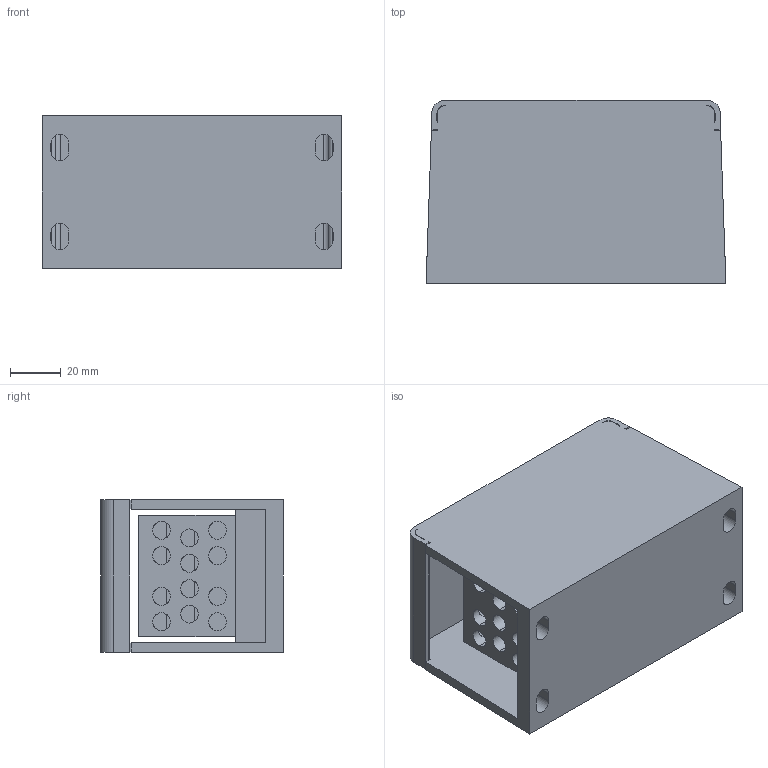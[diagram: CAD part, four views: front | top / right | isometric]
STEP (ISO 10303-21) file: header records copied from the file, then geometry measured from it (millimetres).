
FILE_DESCRIPTION((''),'2;1');
FILE_NAME('UJFX1-240B','2023-12-06T',('dell'),(''),'PRO/ENGINEER BY PARAMETRIC TECHNOLOGY CORPORATION, 2013230','PRO/ENGINEER BY PARAMETRIC TECHNOLOGY CORPORATION, 2013230','');
FILE_SCHEMA(('AUTOMOTIVE_DESIGN { 1 0 10303 214 1 1 1 1 }'));
Length unit declared in the file: millimetre
Products named in the file (1): UJFX1-240B
Bounding box: 118 x 72 x 60 mm (x, y, z)
Volume: 259168.7 mm3; surface area: 82154.2 mm2
Topology: 1 solids, 1 shells, 142 faces, 428 edges, 280 vertices
Faces by surface type: cylinder 74, plane 68
Entity records: 5487 total; most frequent: CARTESIAN_POINT 1378, ORIENTED_EDGE 856, DIRECTION 824, EDGE_CURVE 428, AXIS2_PLACEMENT_3D 286, VERTEX_POINT 280, VECTOR 252, LINE 252
